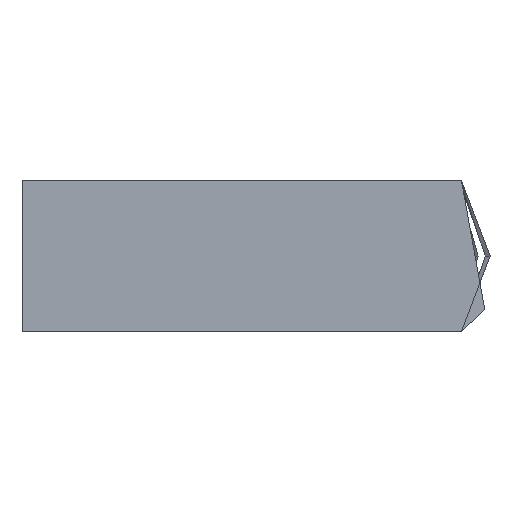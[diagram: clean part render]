
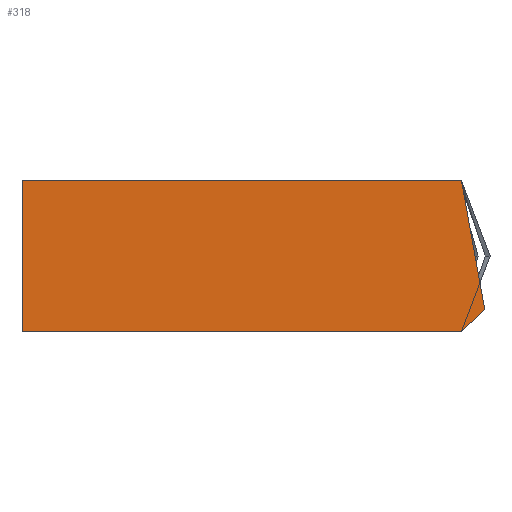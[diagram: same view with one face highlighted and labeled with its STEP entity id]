
A CAD part, top view. The second image highlights one B-rep face of the part: STEP entity #318.
In plain terms, the highlighted planar face has unit normal (0, 0, 1).
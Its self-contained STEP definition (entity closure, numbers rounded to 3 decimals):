
#318=ADVANCED_FACE('',(#423),#1738,.T.);
#423=FACE_OUTER_BOUND('',#528,.T.);
#528=EDGE_LOOP('',(#964,#965,#966,#967,#968));
#964=ORIENTED_EDGE('',*,*,#1224,.T.);
#965=ORIENTED_EDGE('',*,*,#1228,.T.);
#966=ORIENTED_EDGE('',*,*,#1227,.T.);
#967=ORIENTED_EDGE('',*,*,#1226,.T.);
#968=ORIENTED_EDGE('',*,*,#1225,.T.);
#1224=EDGE_CURVE('',#1665,#1669,#1497,.T.);
#1225=EDGE_CURVE('',#1666,#1665,#1498,.T.);
#1226=EDGE_CURVE('',#1667,#1666,#1499,.T.);
#1227=EDGE_CURVE('',#1668,#1667,#1500,.T.);
#1228=EDGE_CURVE('',#1669,#1668,#1501,.T.);
#1497=(
BOUNDED_CURVE()
B_SPLINE_CURVE(2,(#4534,#4535,#4536,#4537,#4538),.UNSPECIFIED.,.F.,.F.)
B_SPLINE_CURVE_WITH_KNOTS((3,2,3),(3538.268,4125.021,4311.002),
 .UNSPECIFIED.)
CURVE()
GEOMETRIC_REPRESENTATION_ITEM()
RATIONAL_B_SPLINE_CURVE((1.,0.981,1.,0.814,1.))
REPRESENTATION_ITEM('')
);
#1498=(
BOUNDED_CURVE()
B_SPLINE_CURVE(2,(#4539,#4540,#4541),.UNSPECIFIED.,.F.,.F.)
B_SPLINE_CURVE_WITH_KNOTS((3,3),(10056.861,10242.841),
 .UNSPECIFIED.)
CURVE()
GEOMETRIC_REPRESENTATION_ITEM()
RATIONAL_B_SPLINE_CURVE((1.,0.814,1.))
REPRESENTATION_ITEM('')
);
#1499=(
BOUNDED_CURVE()
B_SPLINE_CURVE(2,(#4542,#4543,#4544),.UNSPECIFIED.,.F.,.F.)
B_SPLINE_CURVE_WITH_KNOTS((3,3),(7663.289,10056.861),
 .UNSPECIFIED.)
CURVE()
GEOMETRIC_REPRESENTATION_ITEM()
RATIONAL_B_SPLINE_CURVE((1.,0.994,1.))
REPRESENTATION_ITEM('')
);
#1500=(
BOUNDED_CURVE()
B_SPLINE_CURVE(2,(#4545,#4546,#4547,#4548,#4549,#4550,#4551),
 .UNSPECIFIED.,.F.,.F.)
B_SPLINE_CURVE_WITH_KNOTS((3,2,2,3),(6704.574,6890.555,
7477.308,7663.289),.UNSPECIFIED.)
CURVE()
GEOMETRIC_REPRESENTATION_ITEM()
RATIONAL_B_SPLINE_CURVE((1.,0.814,1.,0.981,1.,0.814,
1.))
REPRESENTATION_ITEM('')
);
#1501=(
BOUNDED_CURVE()
B_SPLINE_CURVE(2,(#4552,#4553,#4554),.UNSPECIFIED.,.F.,.F.)
B_SPLINE_CURVE_WITH_KNOTS((3,3),(4311.002,6704.574),
 .UNSPECIFIED.)
CURVE()
GEOMETRIC_REPRESENTATION_ITEM()
RATIONAL_B_SPLINE_CURVE((1.,0.994,1.))
REPRESENTATION_ITEM('')
);
#1665=VERTEX_POINT('',#4529);
#1666=VERTEX_POINT('',#4530);
#1667=VERTEX_POINT('',#4531);
#1668=VERTEX_POINT('',#4532);
#1669=VERTEX_POINT('',#4533);
#1738=PLANE('',#1841);
#1841=AXIS2_PLACEMENT_3D('',#4528,#1906,$);
#1906=DIRECTION('',(0.,0.,1.));
#4528=CARTESIAN_POINT('',(305304.863,57789.378,735.521));
#4529=CARTESIAN_POINT('',(308033.002,58048.037,735.521));
#4530=CARTESIAN_POINT('',(307906.102,57928.56,735.521));
#4531=CARTESIAN_POINT('',(305517.101,57928.56,735.521));
#4532=CARTESIAN_POINT('',(305517.101,58750.535,735.521));
#4533=CARTESIAN_POINT('',(307906.102,58750.535,735.521));
#4534=CARTESIAN_POINT('',(308033.002,58048.037,735.521));
#4535=CARTESIAN_POINT('',(308090.756,58339.547,735.521));
#4536=CARTESIAN_POINT('',(308033.002,58631.057,735.521));
#4537=CARTESIAN_POINT('',(308012.194,58736.088,735.521));
#4538=CARTESIAN_POINT('',(307906.102,58750.535,735.521));
#4539=CARTESIAN_POINT('',(307906.102,57928.56,735.521));
#4540=CARTESIAN_POINT('',(308012.194,57943.007,735.521));
#4541=CARTESIAN_POINT('',(308033.002,58048.037,735.521));
#4542=CARTESIAN_POINT('',(305517.101,57928.56,735.521));
#4543=CARTESIAN_POINT('',(306711.601,57800.166,735.521));
#4544=CARTESIAN_POINT('',(307906.102,57928.56,735.521));
#4545=CARTESIAN_POINT('',(305517.101,58750.535,735.521));
#4546=CARTESIAN_POINT('',(305411.008,58736.088,735.521));
#4547=CARTESIAN_POINT('',(305390.2,58631.057,735.521));
#4548=CARTESIAN_POINT('',(305332.447,58339.547,735.521));
#4549=CARTESIAN_POINT('',(305390.2,58048.037,735.521));
#4550=CARTESIAN_POINT('',(305411.008,57943.007,735.521));
#4551=CARTESIAN_POINT('',(305517.101,57928.56,735.521));
#4552=CARTESIAN_POINT('',(307906.102,58750.535,735.521));
#4553=CARTESIAN_POINT('',(306711.601,58878.929,735.521));
#4554=CARTESIAN_POINT('',(305517.101,58750.535,735.521));
